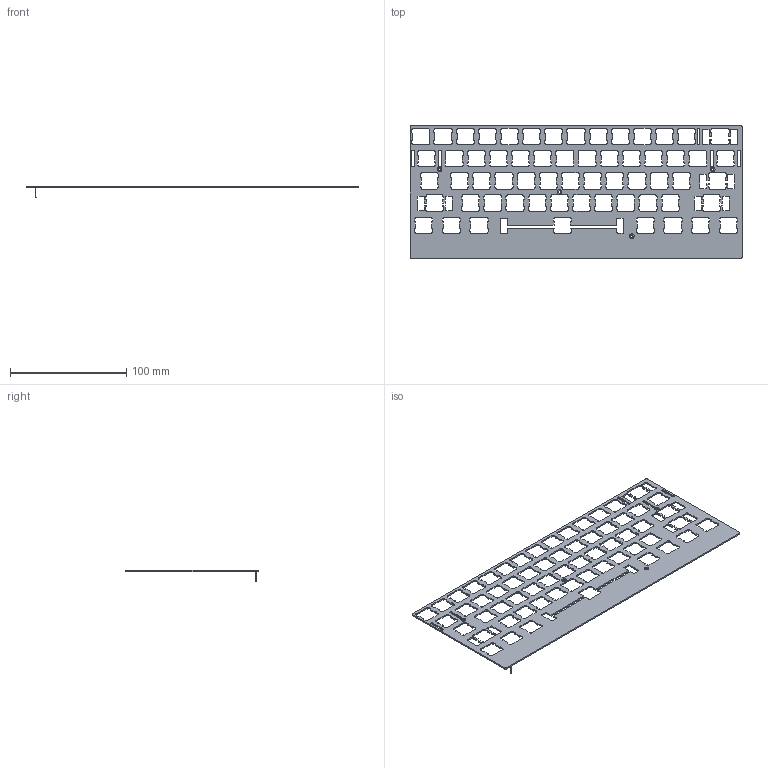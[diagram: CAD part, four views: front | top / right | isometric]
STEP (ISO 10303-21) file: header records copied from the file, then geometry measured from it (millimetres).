
FILE_DESCRIPTION(/* description */ (''),/* implementation_level */ '2;1');
FILE_NAME(/* name */ 'mykbplate.step',/* time_stamp */ '2026-01-06T22:21:22+06:00',/* author */ (''),/* organization */ (''),/* preprocessor_version */ 'ST-DEVELOPER v20.1',/* originating_system */ 'Autodesk Translation Framework v14.21.0.0',/* authorisation */ '');
FILE_SCHEMA (('AUTOMOTIVE_DESIGN { 1 0 10303 214 3 1 1 }'));
Products named in the file (1): (Unsaved)
Bounding box: 285.37 x 113.98 x 10 mm (x, y, z)
Volume: 22615.3 mm3; surface area: 43924.5 mm2
Topology: 1 solids, 1 shells, 2288 faces, 6843 edges, 4562 vertices
Faces by surface type: plane 1491, cylinder 797
Full cylindrical faces by diameter (mm): 0.742 x1, 4 x4
Entity records: 77261 total; most frequent: CARTESIAN_POINT 13694, ORIENTED_EDGE 13686, DIRECTION 13015, EDGE_CURVE 6843, LINE 5249, VECTOR 5249, VERTEX_POINT 4562, AXIS2_PLACEMENT_3D 3883
